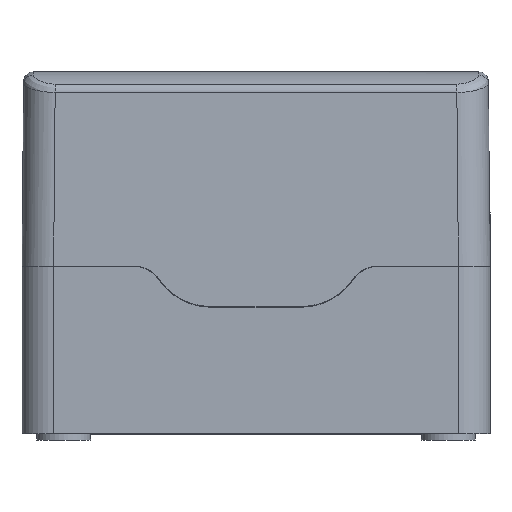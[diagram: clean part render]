
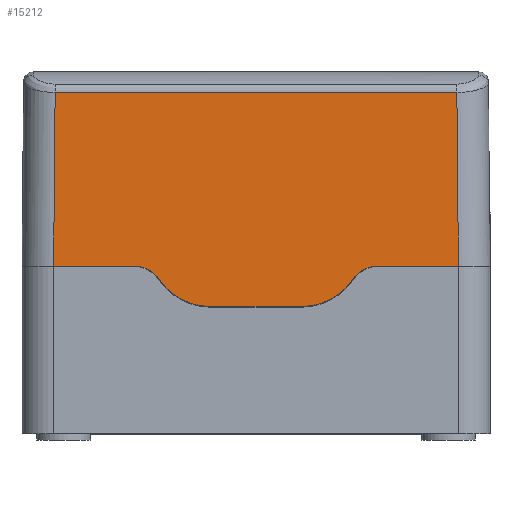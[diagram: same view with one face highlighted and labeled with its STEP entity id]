
A CAD part, front view. The second image highlights one B-rep face of the part: STEP entity #15212.
In plain terms, the highlighted planar face has unit normal (0, -1, 0.009).
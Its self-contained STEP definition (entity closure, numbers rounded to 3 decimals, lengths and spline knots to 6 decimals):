
#9111=DIRECTION('',(1.,0.,0.));
#9112=VECTOR('',#9111,0.012728);
#9113=CARTESIAN_POINT('',(0.019272,-0.0395,0.0265));
#9114=LINE('',#9113,#9112);
#10051=DIRECTION('',(0.009,-0.009,-1.));
#10052=VECTOR('',#10051,0.027467);
#10053=CARTESIAN_POINT('',(0.031761,-0.03926,
0.053965));
#10054=LINE('',#10053,#10052);
#10058=CARTESIAN_POINT('',(0.019272,-0.0395,0.0265));
#10059=CARTESIAN_POINT('',(0.019061,-0.0395,0.0265));
#10060=CARTESIAN_POINT('',(0.018653,-0.0395,
0.026472));
#10061=CARTESIAN_POINT('',(0.017888,-0.039502,
0.026324));
#10062=CARTESIAN_POINT('',(0.017012,-0.039505,
0.025983));
#10063=CARTESIAN_POINT('',(0.016237,-0.039509,
0.025453));
#10064=CARTESIAN_POINT('',(0.015682,-0.039514,
0.024905));
#10065=CARTESIAN_POINT('',(0.015429,-0.039517,
0.024584));
#10066=CARTESIAN_POINT('',(0.01531,-0.039518,
0.02441));
#10071=CARTESIAN_POINT('',(0.01531,-0.039518,
0.02441));
#10072=CARTESIAN_POINT('',(0.015065,-0.039521,
0.024051));
#10073=CARTESIAN_POINT('',(0.014543,-0.039527,
0.02339));
#10074=CARTESIAN_POINT('',(0.013685,-0.039535,
0.022541));
#10075=CARTESIAN_POINT('',(0.012759,-0.039541,
0.021822));
#10076=CARTESIAN_POINT('',(0.011769,-0.039546,
0.021224));
#10077=CARTESIAN_POINT('',(0.010716,-0.03955,
0.020744));
#10078=CARTESIAN_POINT('',(0.0096,-0.039553,
0.020386));
#10079=CARTESIAN_POINT('',(0.008415,-0.039555,
0.020157));
#10080=CARTESIAN_POINT('',(0.007575,-0.039556,0.0201));
#10081=CARTESIAN_POINT('',(0.007139,-0.039556,0.0201));
#10086=DIRECTION('',(-1.,0.,0.));
#10087=VECTOR('',#10086,0.014279);
#10088=CARTESIAN_POINT('',(0.007139,-0.039556,0.0201));
#10089=LINE('',#10088,#10087);
#10093=CARTESIAN_POINT('',(-0.007139,-0.039556,0.0201));
#10094=CARTESIAN_POINT('',(-0.007575,-0.039556,0.0201));
#10095=CARTESIAN_POINT('',(-0.008415,-0.039555,
0.020157));
#10096=CARTESIAN_POINT('',(-0.0096,-0.039553,
0.020386));
#10097=CARTESIAN_POINT('',(-0.010716,-0.03955,
0.020744));
#10098=CARTESIAN_POINT('',(-0.011769,-0.039546,
0.021224));
#10099=CARTESIAN_POINT('',(-0.012759,-0.039541,
0.021822));
#10100=CARTESIAN_POINT('',(-0.013685,-0.039535,
0.022541));
#10101=CARTESIAN_POINT('',(-0.014543,-0.039527,
0.02339));
#10102=CARTESIAN_POINT('',(-0.015065,-0.039521,
0.024051));
#10103=CARTESIAN_POINT('',(-0.01531,-0.039518,
0.02441));
#10108=CARTESIAN_POINT('',(-0.01531,-0.039518,
0.02441));
#10109=CARTESIAN_POINT('',(-0.015429,-0.039517,
0.024584));
#10110=CARTESIAN_POINT('',(-0.015682,-0.039514,
0.024905));
#10111=CARTESIAN_POINT('',(-0.016237,-0.039509,
0.025453));
#10112=CARTESIAN_POINT('',(-0.017012,-0.039505,
0.025983));
#10113=CARTESIAN_POINT('',(-0.017888,-0.039502,
0.026324));
#10114=CARTESIAN_POINT('',(-0.018653,-0.0395,
0.026472));
#10115=CARTESIAN_POINT('',(-0.019061,-0.0395,0.0265));
#10116=CARTESIAN_POINT('',(-0.019272,-0.0395,0.0265));
#10121=DIRECTION('',(0.009,0.009,1.));
#10122=VECTOR('',#10121,0.027467);
#10123=CARTESIAN_POINT('',(-0.032,-0.0395,0.0265));
#10124=LINE('',#10123,#10122);
#10323=DIRECTION('',(1.,0.,0.));
#10324=VECTOR('',#10323,0.012728);
#10325=CARTESIAN_POINT('',(-0.032,-0.0395,0.0265));
#10326=LINE('',#10325,#10324);
#11293=DIRECTION('',(-1.,0.,0.));
#11294=VECTOR('',#11293,0.063521);
#11295=CARTESIAN_POINT('',(0.031761,-0.03926,
0.053965));
#11296=LINE('',#11295,#11294);
#14176=CARTESIAN_POINT('',(0.019272,-0.0395,0.0265));
#14177=VERTEX_POINT('',#14176);
#14178=CARTESIAN_POINT('',(0.032,-0.0395,0.0265));
#14179=VERTEX_POINT('',#14178);
#14268=CARTESIAN_POINT('',(0.031761,-0.03926,
0.053965));
#14269=VERTEX_POINT('',#14268);
#14270=VERTEX_POINT('',#10066);
#14271=VERTEX_POINT('',#10081);
#14272=CARTESIAN_POINT('',(-0.007139,-0.039556,0.0201));
#14273=VERTEX_POINT('',#14272);
#14274=VERTEX_POINT('',#10103);
#14275=VERTEX_POINT('',#10116);
#14276=CARTESIAN_POINT('',(-0.032,-0.0395,0.0265));
#14277=VERTEX_POINT('',#14276);
#14278=CARTESIAN_POINT('',(-0.031761,-0.03926,
0.053965));
#14279=VERTEX_POINT('',#14278);
#15187=CARTESIAN_POINT('',(-0.037,-0.0395,0.0265));
#15188=DIRECTION('',(0.,-1.,0.009));
#15189=DIRECTION('',(0.,0.009,1.));
#15190=AXIS2_PLACEMENT_3D('',#15187,#15188,#15189);
#15191=PLANE('',#15190);
#15192=ORIENTED_EDGE('',*,*,#15173,.T.);
#15193=ORIENTED_EDGE('',*,*,#14744,.F.);
#15195=ORIENTED_EDGE('',*,*,#15194,.T.);
#15197=ORIENTED_EDGE('',*,*,#15196,.T.);
#15199=ORIENTED_EDGE('',*,*,#15198,.T.);
#15201=ORIENTED_EDGE('',*,*,#15200,.T.);
#15203=ORIENTED_EDGE('',*,*,#15202,.T.);
#15205=ORIENTED_EDGE('',*,*,#15204,.F.);
#15207=ORIENTED_EDGE('',*,*,#15206,.T.);
#15209=ORIENTED_EDGE('',*,*,#15208,.F.);
#15210=EDGE_LOOP('',(#15192,#15193,#15195,#15197,#15199,#15201,#15203,#15205,
#15207,#15209));
#15211=FACE_OUTER_BOUND('',#15210,.F.);
#10067=B_SPLINE_CURVE_WITH_KNOTS('',3,(#10058,#10059,#10060,#10061,#10062,
#10063,#10064,#10065,#10066),.UNSPECIFIED.,.F.,.F.,(4,1,1,1,1,1,4),(0.,
0.125,0.25,0.5,0.75,0.875,1.),.UNSPECIFIED.);
#10082=B_SPLINE_CURVE_WITH_KNOTS('',3,(#10071,#10072,#10073,#10074,#10075,
#10076,#10077,#10078,#10079,#10080,#10081),.UNSPECIFIED.,.F.,.F.,(4,1,1,1,1,1,1,
1,4),(0.,0.125,0.25,0.375,0.5,0.625,0.75,0.875,1.),
.UNSPECIFIED.);
#10104=B_SPLINE_CURVE_WITH_KNOTS('',3,(#10093,#10094,#10095,#10096,#10097,
#10098,#10099,#10100,#10101,#10102,#10103),.UNSPECIFIED.,.F.,.F.,(4,1,1,1,1,1,1,
1,4),(0.,0.125,0.25,0.375,0.5,0.625,0.75,0.875,1.),
.UNSPECIFIED.);
#10117=B_SPLINE_CURVE_WITH_KNOTS('',3,(#10108,#10109,#10110,#10111,#10112,
#10113,#10114,#10115,#10116),.UNSPECIFIED.,.F.,.F.,(4,1,1,1,1,1,4),(0.,
0.125,0.25,0.5,0.75,0.875,1.),.UNSPECIFIED.);
#14744=EDGE_CURVE('',#14177,#14179,#9114,.T.);
#15173=EDGE_CURVE('',#14269,#14179,#10054,.T.);
#15194=EDGE_CURVE('',#14177,#14270,#10067,.T.);
#15196=EDGE_CURVE('',#14270,#14271,#10082,.T.);
#15198=EDGE_CURVE('',#14271,#14273,#10089,.T.);
#15200=EDGE_CURVE('',#14273,#14274,#10104,.T.);
#15202=EDGE_CURVE('',#14274,#14275,#10117,.T.);
#15204=EDGE_CURVE('',#14277,#14275,#10326,.T.);
#15206=EDGE_CURVE('',#14277,#14279,#10124,.T.);
#15208=EDGE_CURVE('',#14269,#14279,#11296,.T.);
#15212=ADVANCED_FACE('',(#15211),#15191,.T.);
